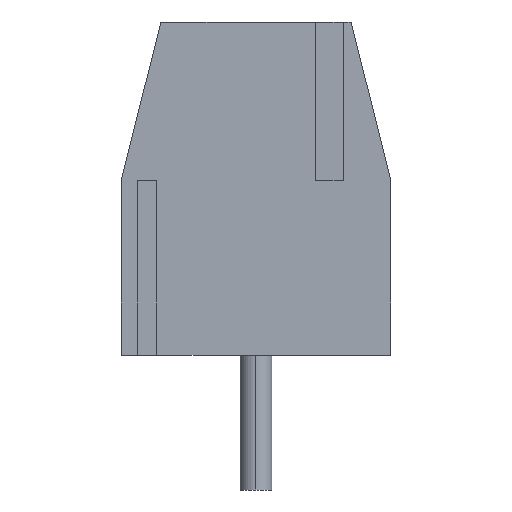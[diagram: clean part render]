
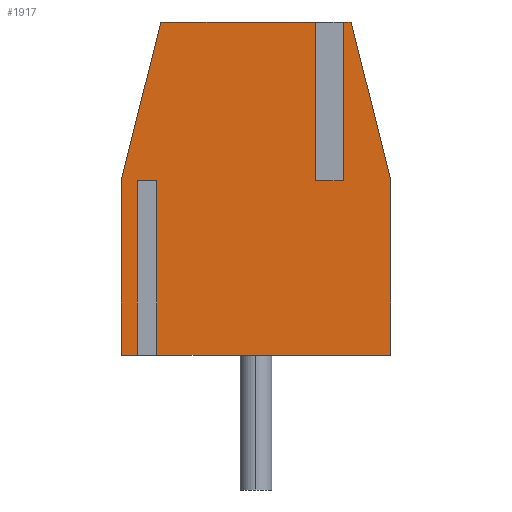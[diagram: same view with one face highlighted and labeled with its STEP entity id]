
A CAD part, left-side view. The second image highlights one B-rep face of the part: STEP entity #1917.
In plain terms, the highlighted planar face has unit normal (-1, 0, 0).
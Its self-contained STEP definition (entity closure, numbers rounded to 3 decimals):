
#35 = EDGE_CURVE ( 'NONE', #4374, #1140, #3636, .T. ) ;
#36 = VERTEX_POINT ( 'NONE', #1836 ) ;
#37 = CARTESIAN_POINT ( 'NONE',  ( -3.5, -2.1, 4.4 ) ) ;
#195 = VECTOR ( 'NONE', #3978, 1000. ) ;
#197 = DIRECTION ( 'NONE',  ( 0., 0., -1. ) ) ;
#202 = VECTOR ( 'NONE', #494, 1000. ) ;
#205 = EDGE_CURVE ( 'NONE', #322, #2758, #3939, .T. ) ;
#224 = EDGE_CURVE ( 'NONE', #2724, #3363, #3009, .T. ) ;
#281 = LINE ( 'NONE', #4827, #4263 ) ;
#322 = VERTEX_POINT ( 'NONE', #4048 ) ;
#333 = VECTOR ( 'NONE', #4671, 1000. ) ;
#359 = CARTESIAN_POINT ( 'NONE',  ( -3.5, -2.4, 8.4 ) ) ;
#383 = EDGE_CURVE ( 'NONE', #1140, #2724, #2369, .T. ) ;
#456 = LINE ( 'NONE', #4288, #333 ) ;
#479 = DIRECTION ( 'NONE',  ( 1., 0., 0. ) ) ;
#494 = DIRECTION ( 'NONE',  ( 0., -1., 0. ) ) ;
#504 = ORIENTED_EDGE ( 'NONE', *, *, #1949, .F. ) ;
#557 = LINE ( 'NONE', #2829, #2478 ) ;
#593 = CARTESIAN_POINT ( 'NONE',  ( -3.5, -3.4, 4.4 ) ) ;
#595 = VERTEX_POINT ( 'NONE', #2223 ) ;
#671 = LINE ( 'NONE', #3415, #1705 ) ;
#743 = LINE ( 'NONE', #3907, #2663 ) ;
#864 = VERTEX_POINT ( 'NONE', #2789 ) ;
#867 = ORIENTED_EDGE ( 'NONE', *, *, #4814, .F. ) ;
#882 = CARTESIAN_POINT ( 'NONE',  ( -3.5, -2.4, 8.4 ) ) ;
#1017 = CARTESIAN_POINT ( 'NONE',  ( -3.5, 2.4, 8.4 ) ) ;
#1078 = EDGE_CURVE ( 'NONE', #4805, #322, #4261, .T. ) ;
#1140 = VERTEX_POINT ( 'NONE', #1945 ) ;
#1150 = CARTESIAN_POINT ( 'NONE',  ( -3.5, 3., 0. ) ) ;
#1193 = CARTESIAN_POINT ( 'NONE',  ( -3.5, -1.6, 4.4 ) ) ;
#1219 = DIRECTION ( 'NONE',  ( 0., 0., -1. ) ) ;
#1270 = DIRECTION ( 'NONE',  ( 0., -0.243, -0.97 ) ) ;
#1289 = CARTESIAN_POINT ( 'NONE',  ( -3.5, 3.4, 4.4 ) ) ;
#1347 = EDGE_CURVE ( 'NONE', #36, #595, #557, .T. ) ;
#1370 = CARTESIAN_POINT ( 'NONE',  ( -3.5, 3.4, 4.4 ) ) ;
#1430 = ORIENTED_EDGE ( 'NONE', *, *, #4350, .F. ) ;
#1454 = CARTESIAN_POINT ( 'NONE',  ( -3.5, -2.1, 4.4 ) ) ;
#1479 = VECTOR ( 'NONE', #3871, 1000. ) ;
#1662 = LINE ( 'NONE', #3222, #1782 ) ;
#1702 = FACE_OUTER_BOUND ( 'NONE', #3015, .T. ) ;
#1705 = VECTOR ( 'NONE', #1880, 1000. ) ;
#1746 = DIRECTION ( 'NONE',  ( 0., 1., 0. ) ) ;
#1769 = LINE ( 'NONE', #593, #4735 ) ;
#1782 = VECTOR ( 'NONE', #2448, 1000. ) ;
#1810 = VERTEX_POINT ( 'NONE', #2318 ) ;
#1836 = CARTESIAN_POINT ( 'NONE',  ( -3.5, 2.4, 8.4 ) ) ;
#1859 = VERTEX_POINT ( 'NONE', #1975 ) ;
#1863 = VERTEX_POINT ( 'NONE', #3122 ) ;
#1880 = DIRECTION ( 'NONE',  ( 0., -1., 0. ) ) ;
#1917 = ADVANCED_FACE ( 'NONE', ( #1702 ), #4719, .F. ) ;
#1945 = CARTESIAN_POINT ( 'NONE',  ( -3.5, -2.1, 8.4 ) ) ;
#1949 = EDGE_CURVE ( 'NONE', #4805, #36, #3135, .T. ) ;
#1960 = ORIENTED_EDGE ( 'NONE', *, *, #35, .F. ) ;
#1975 = CARTESIAN_POINT ( 'NONE',  ( -3.5, 3., 4.4 ) ) ;
#2223 = CARTESIAN_POINT ( 'NONE',  ( -3.5, -1.6, 8.4 ) ) ;
#2318 = CARTESIAN_POINT ( 'NONE',  ( -3.5, -3.4, 0. ) ) ;
#2369 = LINE ( 'NONE', #1017, #4548 ) ;
#2382 = VERTEX_POINT ( 'NONE', #1193 ) ;
#2448 = DIRECTION ( 'NONE',  ( 0., 0., 1. ) ) ;
#2449 = ORIENTED_EDGE ( 'NONE', *, *, #205, .T. ) ;
#2478 = VECTOR ( 'NONE', #3227, 1000. ) ;
#2489 = LINE ( 'NONE', #3481, #1479 ) ;
#2546 = ORIENTED_EDGE ( 'NONE', *, *, #4423, .T. ) ;
#2574 = CARTESIAN_POINT ( 'NONE',  ( -3.5, -3.4, 4.4 ) ) ;
#2663 = VECTOR ( 'NONE', #1219, 1000. ) ;
#2692 = ORIENTED_EDGE ( 'NONE', *, *, #5011, .T. ) ;
#2695 = ORIENTED_EDGE ( 'NONE', *, *, #4059, .T. ) ;
#2724 = VERTEX_POINT ( 'NONE', #359 ) ;
#2758 = VERTEX_POINT ( 'NONE', #1150 ) ;
#2772 = VECTOR ( 'NONE', #1270, 1000. ) ;
#2789 = CARTESIAN_POINT ( 'NONE',  ( -3.5, 2.5, 4.4 ) ) ;
#2792 = CARTESIAN_POINT ( 'NONE',  ( -3.5, 3.4, 0. ) ) ;
#2829 = CARTESIAN_POINT ( 'NONE',  ( -3.5, 2.4, 8.4 ) ) ;
#2901 = DIRECTION ( 'NONE',  ( 0., 0., -1. ) ) ;
#2944 = AXIS2_PLACEMENT_3D ( 'NONE', #3548, #479, #3158 ) ;
#3009 = LINE ( 'NONE', #882, #2772 ) ;
#3015 = EDGE_LOOP ( 'NONE', ( #4506, #4829, #2692, #867, #3800, #3861, #1960, #2546, #2695, #3078, #504, #3670, #2449, #1430 ) ) ;
#3078 = ORIENTED_EDGE ( 'NONE', *, *, #1347, .F. ) ;
#3122 = CARTESIAN_POINT ( 'NONE',  ( -3.5, 2.5, 0. ) ) ;
#3135 = LINE ( 'NONE', #1289, #195 ) ;
#3158 = DIRECTION ( 'NONE',  ( 0., 0., -1. ) ) ;
#3222 = CARTESIAN_POINT ( 'NONE',  ( -3.5, -1.6, 4.4 ) ) ;
#3227 = DIRECTION ( 'NONE',  ( 0., -1., 0. ) ) ;
#3363 = VERTEX_POINT ( 'NONE', #2574 ) ;
#3415 = CARTESIAN_POINT ( 'NONE',  ( -3.5, 3.4, 0. ) ) ;
#3481 = CARTESIAN_POINT ( 'NONE',  ( -3.5, 3., 4.4 ) ) ;
#3548 = CARTESIAN_POINT ( 'NONE',  ( -3.5, 3.4, 4.4 ) ) ;
#3636 = LINE ( 'NONE', #1454, #4673 ) ;
#3670 = ORIENTED_EDGE ( 'NONE', *, *, #1078, .T. ) ;
#3721 = DIRECTION ( 'NONE',  ( 0., -1., 0. ) ) ;
#3759 = DIRECTION ( 'NONE',  ( 0., 0., 1. ) ) ;
#3772 = VECTOR ( 'NONE', #2901, 1000. ) ;
#3800 = ORIENTED_EDGE ( 'NONE', *, *, #224, .F. ) ;
#3861 = ORIENTED_EDGE ( 'NONE', *, *, #383, .F. ) ;
#3871 = DIRECTION ( 'NONE',  ( 0., 0., -1. ) ) ;
#3907 = CARTESIAN_POINT ( 'NONE',  ( -3.5, 2.5, 4.4 ) ) ;
#3939 = LINE ( 'NONE', #2792, #202 ) ;
#3978 = DIRECTION ( 'NONE',  ( 0., -0.243, 0.97 ) ) ;
#4048 = CARTESIAN_POINT ( 'NONE',  ( -3.5, 3.4, 0. ) ) ;
#4059 = EDGE_CURVE ( 'NONE', #2382, #595, #1662, .T. ) ;
#4158 = EDGE_CURVE ( 'NONE', #864, #1859, #281, .T. ) ;
#4261 = LINE ( 'NONE', #4466, #3772 ) ;
#4263 = VECTOR ( 'NONE', #1746, 1000. ) ;
#4288 = CARTESIAN_POINT ( 'NONE',  ( -3.5, -2.1, 4.4 ) ) ;
#4350 = EDGE_CURVE ( 'NONE', #1859, #2758, #2489, .T. ) ;
#4374 = VERTEX_POINT ( 'NONE', #37 ) ;
#4423 = EDGE_CURVE ( 'NONE', #4374, #2382, #456, .T. ) ;
#4466 = CARTESIAN_POINT ( 'NONE',  ( -3.5, 3.4, 4.4 ) ) ;
#4506 = ORIENTED_EDGE ( 'NONE', *, *, #4158, .F. ) ;
#4548 = VECTOR ( 'NONE', #3721, 1000. ) ;
#4585 = EDGE_CURVE ( 'NONE', #864, #1863, #743, .T. ) ;
#4671 = DIRECTION ( 'NONE',  ( 0., 1., 0. ) ) ;
#4673 = VECTOR ( 'NONE', #3759, 1000. ) ;
#4719 = PLANE ( 'NONE',  #2944 ) ;
#4735 = VECTOR ( 'NONE', #197, 1000. ) ;
#4805 = VERTEX_POINT ( 'NONE', #1370 ) ;
#4814 = EDGE_CURVE ( 'NONE', #3363, #1810, #1769, .T. ) ;
#4827 = CARTESIAN_POINT ( 'NONE',  ( -3.5, 3., 4.4 ) ) ;
#4829 = ORIENTED_EDGE ( 'NONE', *, *, #4585, .T. ) ;
#5011 = EDGE_CURVE ( 'NONE', #1863, #1810, #671, .T. ) ;
